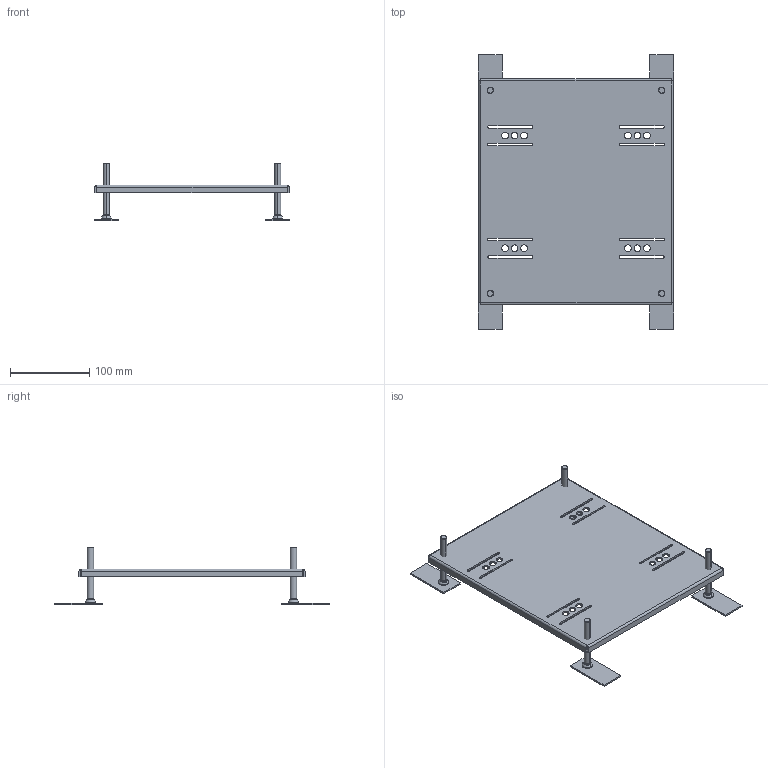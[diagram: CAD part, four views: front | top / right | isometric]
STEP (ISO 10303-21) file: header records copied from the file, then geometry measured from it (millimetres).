
FILE_DESCRIPTION (( 'STEP AP214' ), '1' );
FILE_NAME ('7427444.stp', '2017-01-26T12:40:37', ( '' ), ( '' ), 'SwSTEP 2.0', 'SolidWorks 2016', '' );
FILE_SCHEMA (( 'AUTOMOTIVE_DESIGN' ));
Length unit declared in the file: millimetre
Products named in the file (5): 054599_Standard mit Mutter; 041819_L= 70 mm; 041219_Standard; 047101_Standard; 7427444
Assembly tree (7 placements, depth 3):
  7427444
    047101_Standard
    054599_Standard mit Mutter  x4
      041219_Standard
      041819_L= 70 mm
Bounding box: 246 x 346 x 72.5 mm (x, y, z)
Volume: 179980.3 mm3; surface area: 179448.9 mm2
Topology: 9 solids, 9 shells, 190 faces, 428 edges, 264 vertices
Faces by surface type: plane 86, cylinder 72, torus 16, cone 8, sphere 8
Entity records: 3760 total; most frequent: DIRECTION 670, CARTESIAN_POINT 599, ORIENTED_EDGE 580, EDGE_CURVE 290, AXIS2_PLACEMENT_3D 251, VERTEX_POINT 180, VECTOR 168, LINE 168
